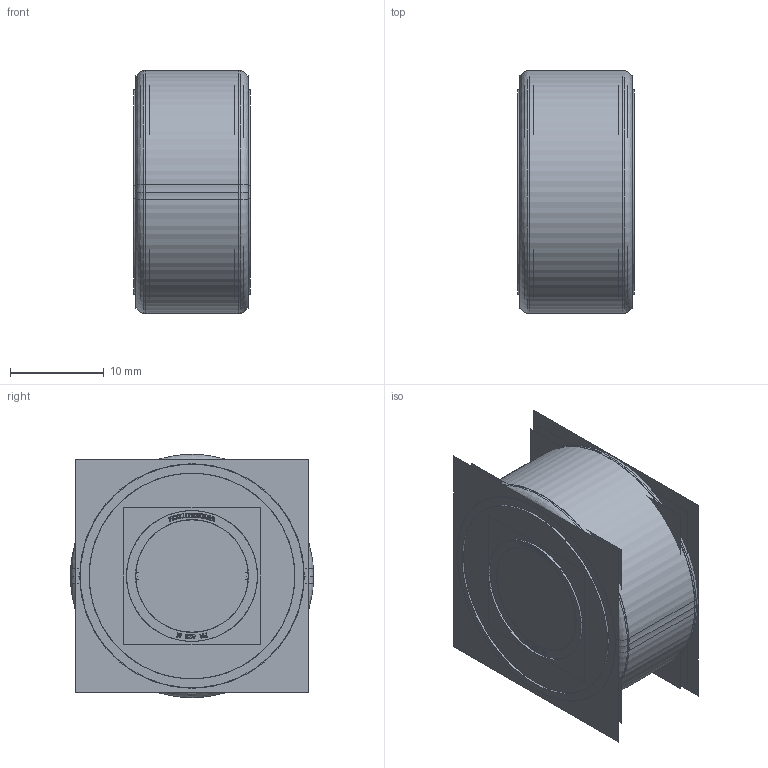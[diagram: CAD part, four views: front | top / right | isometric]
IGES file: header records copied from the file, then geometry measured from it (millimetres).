
Start section:  PTC IGES file: fr422m.igs
Global section: file name: fr422m.igs; native system: Creo Parametric by Parametric Technology Corporation; preprocessor: 2013150; author: sales 4; organization: Unknown; date: 20140326.143245; units: millimetre
Bounding box: 12.48 x 26 x 26 mm (x, y, z)
Volume: 3933.7 mm3; surface area: 33568.5 mm2
Topology: 22 solids, 22 shells, 1922 faces, 10050 edges, 12624 vertices
Faces by surface type: bspline 1122, revolution 800
